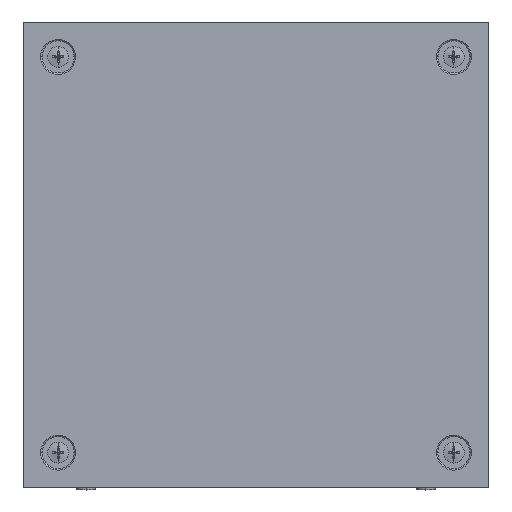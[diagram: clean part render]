
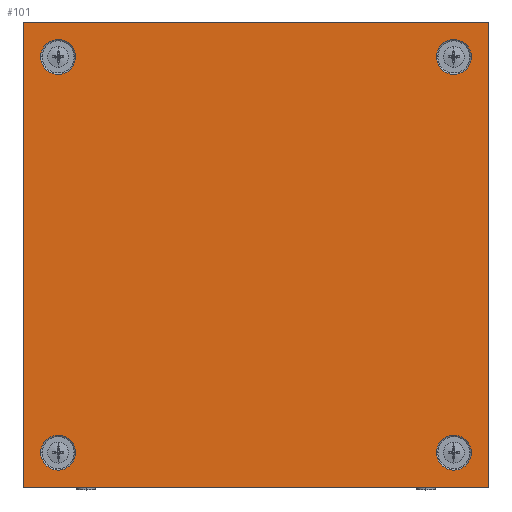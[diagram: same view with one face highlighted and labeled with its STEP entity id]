
A CAD part, top view. The second image highlights one B-rep face of the part: STEP entity #101.
In plain terms, the highlighted planar face has unit normal (0, 0, 1).
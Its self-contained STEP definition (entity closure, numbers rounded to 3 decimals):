
#61 = CARTESIAN_POINT ( 'NONE',  ( 22.5, 15., 0. ) ) ;
#101 = ADVANCED_FACE ( 'NONE', ( #2696, #14726, #16559, #21655, #6226 ), #11403, .F. ) ;
#185 = ORIENTED_EDGE ( 'NONE', *, *, #9134, .F. ) ;
#241 = VERTEX_POINT ( 'NONE', #3725 ) ;
#290 = VECTOR ( 'NONE', #10890, 1000. ) ;
#352 = AXIS2_PLACEMENT_3D ( 'NONE', #12242, #3556, #3675 ) ;
#403 = EDGE_LOOP ( 'NONE', ( #17238, #9538 ) ) ;
#407 = ORIENTED_EDGE ( 'NONE', *, *, #18892, .F. ) ;
#488 = VERTEX_POINT ( 'NONE', #15086 ) ;
#564 = CARTESIAN_POINT ( 'NONE',  ( 15., 15., 0. ) ) ;
#676 = ORIENTED_EDGE ( 'NONE', *, *, #1465, .T. ) ;
#735 = ORIENTED_EDGE ( 'NONE', *, *, #7882, .F. ) ;
#969 = DIRECTION ( 'NONE',  ( 1., 0., 0. ) ) ;
#1124 = DIRECTION ( 'NONE',  ( -1., 0., 0. ) ) ;
#1390 = CARTESIAN_POINT ( 'NONE',  ( 0., 0., 0. ) ) ;
#1465 = EDGE_CURVE ( 'NONE', #241, #4573, #11159, .T. ) ;
#1798 = VECTOR ( 'NONE', #969, 1000. ) ;
#1941 = EDGE_CURVE ( 'NONE', #3783, #5234, #21613, .T. ) ;
#2020 = CARTESIAN_POINT ( 'NONE',  ( 177.5, 15., 0. ) ) ;
#2025 = DIRECTION ( 'NONE',  ( 0., 0., 1. ) ) ;
#2307 = CARTESIAN_POINT ( 'NONE',  ( 185., 185., 0. ) ) ;
#2696 = FACE_BOUND ( 'NONE', #15036, .T. ) ;
#2717 = CARTESIAN_POINT ( 'NONE',  ( 185., 15., 0. ) ) ;
#2801 = DIRECTION ( 'NONE',  ( 0., 0., -1. ) ) ;
#2967 = CARTESIAN_POINT ( 'NONE',  ( 192.5, 15., 0. ) ) ;
#2983 = ORIENTED_EDGE ( 'NONE', *, *, #1941, .T. ) ;
#3300 = DIRECTION ( 'NONE',  ( 0., 0., 1. ) ) ;
#3318 = CIRCLE ( 'NONE', #15899, 7.5 ) ;
#3420 = CIRCLE ( 'NONE', #16015, 7.5 ) ;
#3514 = CIRCLE ( 'NONE', #4993, 7.5 ) ;
#3556 = DIRECTION ( 'NONE',  ( 0., 0., 1. ) ) ;
#3675 = DIRECTION ( 'NONE',  ( 1., 0., 0. ) ) ;
#3725 = CARTESIAN_POINT ( 'NONE',  ( 200., 200., 0. ) ) ;
#3783 = VERTEX_POINT ( 'NONE', #14811 ) ;
#3956 = CIRCLE ( 'NONE', #352, 7.5 ) ;
#4250 = DIRECTION ( 'NONE',  ( -1., 0., 0. ) ) ;
#4573 = VERTEX_POINT ( 'NONE', #17191 ) ;
#4993 = AXIS2_PLACEMENT_3D ( 'NONE', #18985, #17311, #19335 ) ;
#5234 = VERTEX_POINT ( 'NONE', #14814 ) ;
#5384 = DIRECTION ( 'NONE',  ( 1., 0., 0. ) ) ;
#5703 = LINE ( 'NONE', #7096, #290 ) ;
#6015 = DIRECTION ( 'NONE',  ( 1., 0., 0. ) ) ;
#6226 = FACE_OUTER_BOUND ( 'NONE', #14899, .T. ) ;
#6814 = VERTEX_POINT ( 'NONE', #16444 ) ;
#7016 = AXIS2_PLACEMENT_3D ( 'NONE', #13273, #2801, #1124 ) ;
#7096 = CARTESIAN_POINT ( 'NONE',  ( 200., 0., 0. ) ) ;
#7149 = CIRCLE ( 'NONE', #21520, 7.5 ) ;
#7327 = VERTEX_POINT ( 'NONE', #2967 ) ;
#7463 = ORIENTED_EDGE ( 'NONE', *, *, #20345, .T. ) ;
#7552 = ORIENTED_EDGE ( 'NONE', *, *, #14371, .F. ) ;
#7749 = VERTEX_POINT ( 'NONE', #61 ) ;
#7882 = EDGE_CURVE ( 'NONE', #488, #6814, #3318, .T. ) ;
#8137 = CARTESIAN_POINT ( 'NONE',  ( 0., 0., 0. ) ) ;
#8505 = EDGE_LOOP ( 'NONE', ( #735, #7552 ) ) ;
#8986 = EDGE_CURVE ( 'NONE', #7327, #11146, #9198, .T. ) ;
#9134 = EDGE_CURVE ( 'NONE', #11146, #7327, #3420, .T. ) ;
#9198 = CIRCLE ( 'NONE', #9959, 7.5 ) ;
#9238 = DIRECTION ( 'NONE',  ( 0., 0., 1. ) ) ;
#9264 = CARTESIAN_POINT ( 'NONE',  ( 7.5, 185., 0. ) ) ;
#9538 = ORIENTED_EDGE ( 'NONE', *, *, #21790, .F. ) ;
#9959 = AXIS2_PLACEMENT_3D ( 'NONE', #18315, #3300, #18432 ) ;
#10128 = AXIS2_PLACEMENT_3D ( 'NONE', #20840, #19004, #5384 ) ;
#10289 = ORIENTED_EDGE ( 'NONE', *, *, #20590, .T. ) ;
#10890 = DIRECTION ( 'NONE',  ( 0., 1., 0. ) ) ;
#11146 = VERTEX_POINT ( 'NONE', #2020 ) ;
#11159 = LINE ( 'NONE', #16536, #14413 ) ;
#11403 = PLANE ( 'NONE',  #7016 ) ;
#12242 = CARTESIAN_POINT ( 'NONE',  ( 15., 185., 0. ) ) ;
#13272 = CARTESIAN_POINT ( 'NONE',  ( 185., 185., 0. ) ) ;
#13273 = CARTESIAN_POINT ( 'NONE',  ( 0., 0., 0. ) ) ;
#13369 = ORIENTED_EDGE ( 'NONE', *, *, #8986, .F. ) ;
#13662 = CIRCLE ( 'NONE', #10128, 7.5 ) ;
#13958 = ORIENTED_EDGE ( 'NONE', *, *, #20528, .F. ) ;
#14371 = EDGE_CURVE ( 'NONE', #6814, #488, #15102, .T. ) ;
#14413 = VECTOR ( 'NONE', #4250, 1000. ) ;
#14450 = DIRECTION ( 'NONE',  ( 1., 0., 0. ) ) ;
#14726 = FACE_BOUND ( 'NONE', #8505, .T. ) ;
#14809 = DIRECTION ( 'NONE',  ( 0., -1., 0. ) ) ;
#14811 = CARTESIAN_POINT ( 'NONE',  ( 0., 0., 0. ) ) ;
#14814 = CARTESIAN_POINT ( 'NONE',  ( 200., 0., 0. ) ) ;
#14899 = EDGE_LOOP ( 'NONE', ( #10289, #676, #7463, #2983 ) ) ;
#15036 = EDGE_LOOP ( 'NONE', ( #13369, #185 ) ) ;
#15086 = CARTESIAN_POINT ( 'NONE',  ( 192.5, 185., 0. ) ) ;
#15102 = CIRCLE ( 'NONE', #19459, 7.5 ) ;
#15739 = VECTOR ( 'NONE', #14809, 1000. ) ;
#15775 = DIRECTION ( 'NONE',  ( 1., 0., 0. ) ) ;
#15899 = AXIS2_PLACEMENT_3D ( 'NONE', #2307, #9238, #14450 ) ;
#16004 = DIRECTION ( 'NONE',  ( 0., 0., 1. ) ) ;
#16015 = AXIS2_PLACEMENT_3D ( 'NONE', #2717, #16004, #6015 ) ;
#16072 = CARTESIAN_POINT ( 'NONE',  ( 7.5, 15., 0. ) ) ;
#16393 = VERTEX_POINT ( 'NONE', #9264 ) ;
#16444 = CARTESIAN_POINT ( 'NONE',  ( 177.5, 185., 0. ) ) ;
#16536 = CARTESIAN_POINT ( 'NONE',  ( 0., 200., 0. ) ) ;
#16559 = FACE_BOUND ( 'NONE', #403, .T. ) ;
#16634 = LINE ( 'NONE', #8137, #15739 ) ;
#16990 = EDGE_LOOP ( 'NONE', ( #407, #13958 ) ) ;
#17191 = CARTESIAN_POINT ( 'NONE',  ( 0., 200., 0. ) ) ;
#17238 = ORIENTED_EDGE ( 'NONE', *, *, #21835, .F. ) ;
#17311 = DIRECTION ( 'NONE',  ( 0., 0., 1. ) ) ;
#18315 = CARTESIAN_POINT ( 'NONE',  ( 185., 15., 0. ) ) ;
#18432 = DIRECTION ( 'NONE',  ( 1., 0., 0. ) ) ;
#18892 = EDGE_CURVE ( 'NONE', #7749, #21129, #7149, .T. ) ;
#18985 = CARTESIAN_POINT ( 'NONE',  ( 15., 15., 0. ) ) ;
#19004 = DIRECTION ( 'NONE',  ( 0., 0., 1. ) ) ;
#19034 = CARTESIAN_POINT ( 'NONE',  ( 22.5, 185., 0. ) ) ;
#19108 = VERTEX_POINT ( 'NONE', #19034 ) ;
#19335 = DIRECTION ( 'NONE',  ( 1., 0., 0. ) ) ;
#19459 = AXIS2_PLACEMENT_3D ( 'NONE', #13272, #20424, #20065 ) ;
#20065 = DIRECTION ( 'NONE',  ( 1., 0., 0. ) ) ;
#20345 = EDGE_CURVE ( 'NONE', #4573, #3783, #16634, .T. ) ;
#20424 = DIRECTION ( 'NONE',  ( 0., 0., 1. ) ) ;
#20528 = EDGE_CURVE ( 'NONE', #21129, #7749, #3514, .T. ) ;
#20590 = EDGE_CURVE ( 'NONE', #5234, #241, #5703, .T. ) ;
#20840 = CARTESIAN_POINT ( 'NONE',  ( 15., 185., 0. ) ) ;
#21129 = VERTEX_POINT ( 'NONE', #16072 ) ;
#21520 = AXIS2_PLACEMENT_3D ( 'NONE', #564, #2025, #15775 ) ;
#21613 = LINE ( 'NONE', #1390, #1798 ) ;
#21655 = FACE_BOUND ( 'NONE', #16990, .T. ) ;
#21790 = EDGE_CURVE ( 'NONE', #16393, #19108, #13662, .T. ) ;
#21835 = EDGE_CURVE ( 'NONE', #19108, #16393, #3956, .T. ) ;
